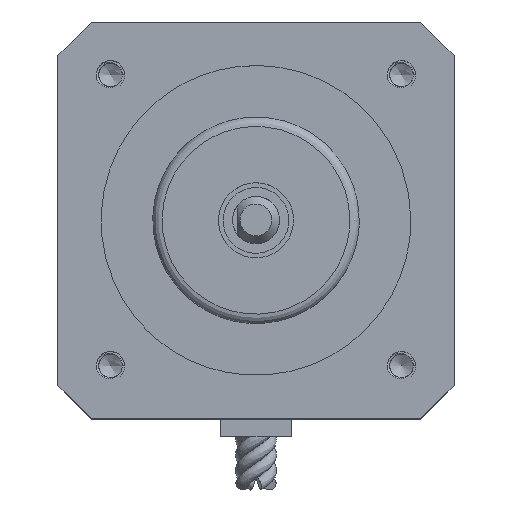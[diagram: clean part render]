
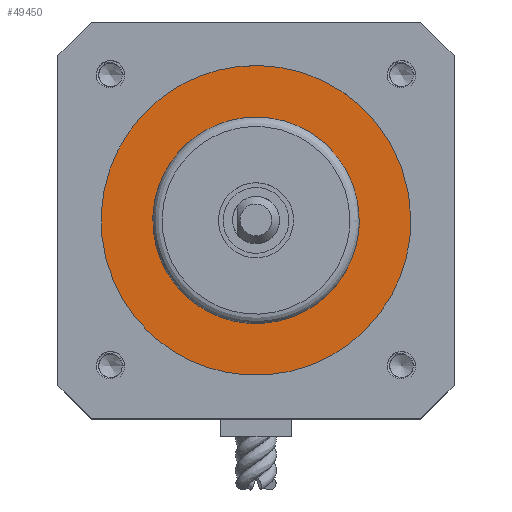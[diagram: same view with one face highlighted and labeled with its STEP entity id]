
A CAD part, top view. The second image highlights one B-rep face of the part: STEP entity #49450.
In plain terms, the highlighted free-form (B-spline) face has degree [1, 1] with [2, 2] control points.
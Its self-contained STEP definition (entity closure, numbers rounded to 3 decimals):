
#49361 = EDGE_CURVE('',#49362,#49362,#49364,.T.);
#49362 = VERTEX_POINT('',#49363);
#49363 = CARTESIAN_POINT('',(11.141,0.,46.791));
#49364 = ( BOUNDED_CURVE() B_SPLINE_CURVE(2,(#49365,#49366,#49367,#49368
    ,#49369,#49370,#49371),.UNSPECIFIED.,.T.,.F.) 
B_SPLINE_CURVE_WITH_KNOTS((1,2,2,2,2,1),(-2.094,0.,
    2.094,4.189,6.283,8.378),
.UNSPECIFIED.) CURVE() GEOMETRIC_REPRESENTATION_ITEM() 
RATIONAL_B_SPLINE_CURVE((1.,0.5,1.,0.5,1.,0.5,1.)) REPRESENTATION_ITEM(
  '') );
#49365 = CARTESIAN_POINT('',(11.141,0.,46.791));
#49366 = CARTESIAN_POINT('',(11.141,19.296,
    46.791));
#49367 = CARTESIAN_POINT('',(-5.57,9.648,
    46.791));
#49368 = CARTESIAN_POINT('',(-22.282,0.,
    46.791));
#49369 = CARTESIAN_POINT('',(-5.57,-9.648,
    46.791));
#49370 = CARTESIAN_POINT('',(11.141,-19.296,
    46.791));
#49371 = CARTESIAN_POINT('',(11.141,0.,46.791));
#49450 = ADVANCED_FACE('',(#49451,#49465),#49468,.T.);
#49451 = FACE_BOUND('',#49452,.T.);
#49452 = EDGE_LOOP('',(#49453));
#49453 = ORIENTED_EDGE('',*,*,#49454,.T.);
#49454 = EDGE_CURVE('',#49455,#49455,#49457,.T.);
#49455 = VERTEX_POINT('',#49456);
#49456 = CARTESIAN_POINT('',(16.711,0.,46.791));
#49457 = ( BOUNDED_CURVE() B_SPLINE_CURVE(2,(#49458,#49459,#49460,#49461
    ,#49462,#49463,#49464),.UNSPECIFIED.,.T.,.F.) 
B_SPLINE_CURVE_WITH_KNOTS((1,2,2,2,2,1),(-2.094,0.,
    2.094,4.189,6.283,8.378),
.UNSPECIFIED.) CURVE() GEOMETRIC_REPRESENTATION_ITEM() 
RATIONAL_B_SPLINE_CURVE((1.,0.5,1.,0.5,1.,0.5,1.)) REPRESENTATION_ITEM(
  '') );
#49458 = CARTESIAN_POINT('',(16.711,0.,46.791));
#49459 = CARTESIAN_POINT('',(16.711,28.945,
    46.791));
#49460 = CARTESIAN_POINT('',(-8.356,14.472,
    46.791));
#49461 = CARTESIAN_POINT('',(-33.422,0.,
    46.791));
#49462 = CARTESIAN_POINT('',(-8.356,-14.472,
    46.791));
#49463 = CARTESIAN_POINT('',(16.711,-28.945,
    46.791));
#49464 = CARTESIAN_POINT('',(16.711,0.,46.791));
#49465 = FACE_BOUND('',#49466,.T.);
#49466 = EDGE_LOOP('',(#49467));
#49467 = ORIENTED_EDGE('',*,*,#49361,.F.);
#49468 = B_SPLINE_SURFACE_WITH_KNOTS('',1,1,(
    (#49469,#49470)
    ,(#49471,#49472
  )),.UNSPECIFIED.,.F.,.F.,.F.,(2,2),(2,2),(-16.5,16.5),(-16.5,16.5),
  .PIECEWISE_BEZIER_KNOTS.);
#49469 = CARTESIAN_POINT('',(-16.711,-16.711,
    46.791));
#49470 = CARTESIAN_POINT('',(-16.711,16.711,
    46.791));
#49471 = CARTESIAN_POINT('',(16.711,-16.711,
    46.791));
#49472 = CARTESIAN_POINT('',(16.711,16.711,
    46.791));
